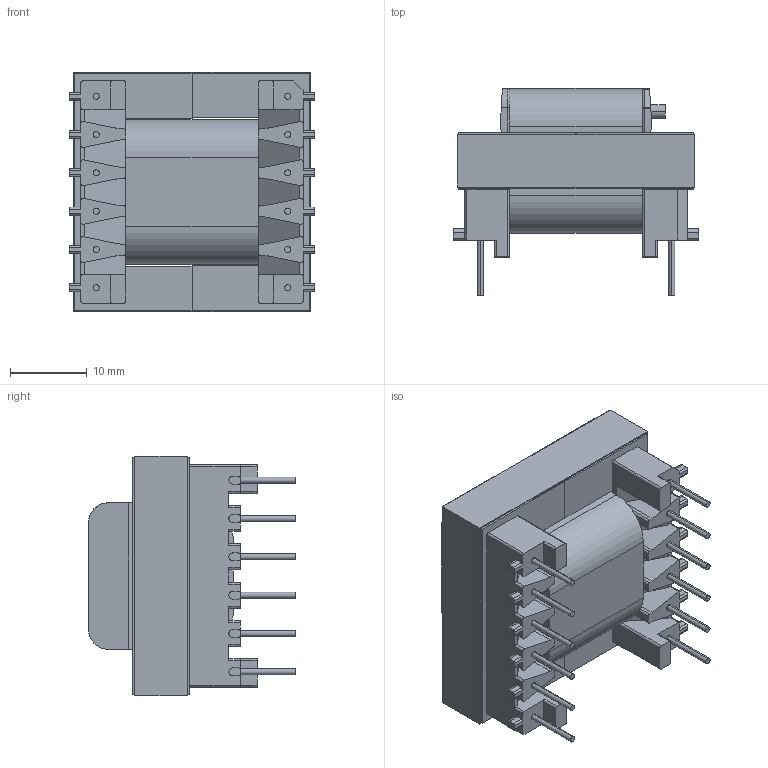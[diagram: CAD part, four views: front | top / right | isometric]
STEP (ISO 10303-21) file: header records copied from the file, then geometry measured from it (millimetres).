
FILE_DESCRIPTION (( 'STEP AP214' ), '1' );
FILE_NAME ('EE30-5313-0730.STEP', '2021-07-01T19:48:32', ( '' ), ( '' ), 'SwSTEP 2.0', 'SolidWorks 2017', '' );
FILE_SCHEMA (( 'AUTOMOTIVE_DESIGN' ));
Length unit declared in the file: millimetre
Products named in the file (5): EE30-5313; 440-9200-0730; 150-0730_6C; 070-5313_6D; EE30-5313-0730
Assembly tree (5 placements, depth 2):
  EE30-5313-0730
    070-5313_6D
    EE30-5313
    150-0730_6C  x2
    440-9200-0730
Bounding box: 32 x 27.01 x 31.32 mm (x, y, z)
Volume: 12443.3 mm3; surface area: 11570.1 mm2
Topology: 5 solids, 5 shells, 363 faces, 999 edges, 656 vertices
Faces by surface type: plane 209, cylinder 149, torus 3, sphere 2
Entity records: 11720 total; most frequent: CARTESIAN_POINT 2032, ORIENTED_EDGE 1924, DIRECTION 1923, EDGE_CURVE 962, LINE 661, VECTOR 661, VERTEX_POINT 632, AXIS2_PLACEMENT_3D 631
